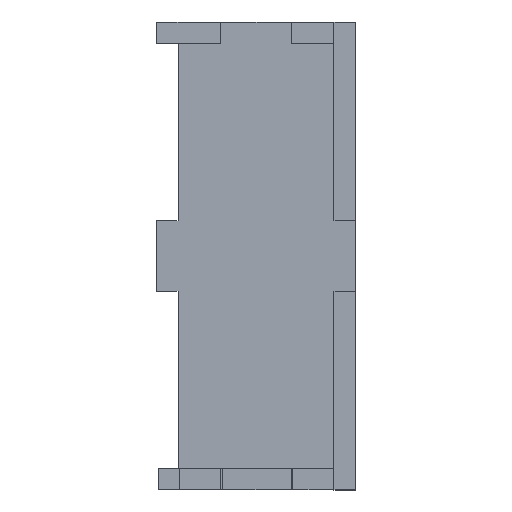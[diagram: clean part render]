
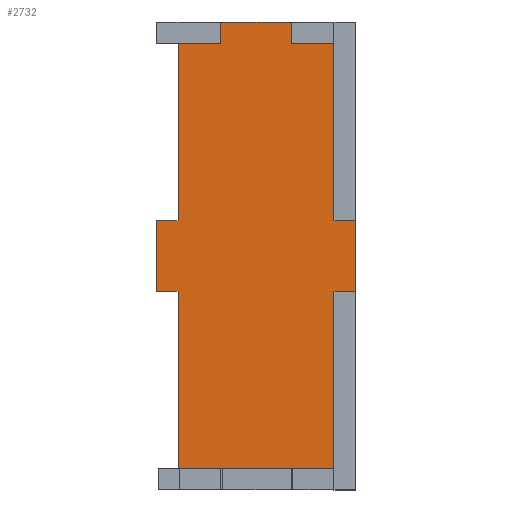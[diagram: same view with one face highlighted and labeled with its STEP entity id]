
A CAD part, left-side view. The second image highlights one B-rep face of the part: STEP entity #2732.
In plain terms, the highlighted planar face has unit normal (-1, 0, 0).
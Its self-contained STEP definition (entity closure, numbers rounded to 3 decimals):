
#165=FACE_OUTER_BOUND('',#311,.T.);
#311=EDGE_LOOP('',(#2152,#2153,#2154,#2155,#2156,#2157,#2158,#2159,#2160,
#2161,#2162,#2163,#2164,#2165,#2166,#2167));
#524=LINE('',#4004,#892);
#528=LINE('',#4012,#896);
#531=LINE('',#4018,#899);
#534=LINE('',#4024,#902);
#537=LINE('',#4030,#905);
#540=LINE('',#4036,#908);
#543=LINE('',#4042,#911);
#546=LINE('',#4048,#914);
#549=LINE('',#4054,#917);
#552=LINE('',#4060,#920);
#555=LINE('',#4066,#923);
#558=LINE('',#4072,#926);
#561=LINE('',#4078,#929);
#564=LINE('',#4084,#932);
#567=LINE('',#4090,#935);
#570=LINE('',#4095,#938);
#892=VECTOR('',#3261,3.);
#896=VECTOR('',#3267,10.);
#899=VECTOR('',#3272,3.);
#902=VECTOR('',#3277,25.);
#905=VECTOR('',#3282,22.);
#908=VECTOR('',#3287,25.);
#911=VECTOR('',#3292,3.);
#914=VECTOR('',#3297,10.);
#917=VECTOR('',#3302,3.);
#920=VECTOR('',#3307,25.);
#923=VECTOR('',#3312,6.);
#926=VECTOR('',#3317,3.);
#929=VECTOR('',#3322,10.);
#932=VECTOR('',#3327,3.);
#935=VECTOR('',#3332,6.);
#938=VECTOR('',#3337,25.);
#1218=VERTEX_POINT('',#4002);
#1219=VERTEX_POINT('',#4003);
#1222=VERTEX_POINT('',#4011);
#1224=VERTEX_POINT('',#4017);
#1226=VERTEX_POINT('',#4023);
#1228=VERTEX_POINT('',#4029);
#1230=VERTEX_POINT('',#4035);
#1232=VERTEX_POINT('',#4041);
#1234=VERTEX_POINT('',#4047);
#1236=VERTEX_POINT('',#4053);
#1238=VERTEX_POINT('',#4059);
#1240=VERTEX_POINT('',#4065);
#1242=VERTEX_POINT('',#4071);
#1244=VERTEX_POINT('',#4077);
#1246=VERTEX_POINT('',#4083);
#1248=VERTEX_POINT('',#4089);
#1528=EDGE_CURVE('',#1218,#1219,#524,.T.);
#1532=EDGE_CURVE('',#1219,#1222,#528,.T.);
#1535=EDGE_CURVE('',#1222,#1224,#531,.T.);
#1538=EDGE_CURVE('',#1224,#1226,#534,.T.);
#1541=EDGE_CURVE('',#1226,#1228,#537,.T.);
#1544=EDGE_CURVE('',#1228,#1230,#540,.T.);
#1547=EDGE_CURVE('',#1230,#1232,#543,.T.);
#1550=EDGE_CURVE('',#1232,#1234,#546,.T.);
#1553=EDGE_CURVE('',#1234,#1236,#549,.T.);
#1556=EDGE_CURVE('',#1236,#1238,#552,.T.);
#1559=EDGE_CURVE('',#1238,#1240,#555,.T.);
#1562=EDGE_CURVE('',#1240,#1242,#558,.T.);
#1565=EDGE_CURVE('',#1242,#1244,#561,.T.);
#1568=EDGE_CURVE('',#1244,#1246,#564,.T.);
#1571=EDGE_CURVE('',#1246,#1248,#567,.T.);
#1574=EDGE_CURVE('',#1248,#1218,#570,.T.);
#2152=ORIENTED_EDGE('',*,*,#1574,.T.);
#2153=ORIENTED_EDGE('',*,*,#1528,.T.);
#2154=ORIENTED_EDGE('',*,*,#1532,.T.);
#2155=ORIENTED_EDGE('',*,*,#1535,.T.);
#2156=ORIENTED_EDGE('',*,*,#1538,.T.);
#2157=ORIENTED_EDGE('',*,*,#1541,.T.);
#2158=ORIENTED_EDGE('',*,*,#1544,.T.);
#2159=ORIENTED_EDGE('',*,*,#1547,.T.);
#2160=ORIENTED_EDGE('',*,*,#1550,.T.);
#2161=ORIENTED_EDGE('',*,*,#1553,.T.);
#2162=ORIENTED_EDGE('',*,*,#1556,.T.);
#2163=ORIENTED_EDGE('',*,*,#1559,.T.);
#2164=ORIENTED_EDGE('',*,*,#1562,.T.);
#2165=ORIENTED_EDGE('',*,*,#1565,.T.);
#2166=ORIENTED_EDGE('',*,*,#1568,.T.);
#2167=ORIENTED_EDGE('',*,*,#1571,.T.);
#2597=PLANE('',#2889);
#2732=ADVANCED_FACE('',(#165),#2597,.F.);
#2889=AXIS2_PLACEMENT_3D('',#4098,#3341,#3342);
#3261=DIRECTION('',(0.,0.,-1.));
#3267=DIRECTION('',(0.,-1.,0.));
#3272=DIRECTION('',(0.,0.,1.));
#3277=DIRECTION('',(0.,-1.,0.));
#3282=DIRECTION('',(0.,0.,1.));
#3287=DIRECTION('',(0.,1.,0.));
#3292=DIRECTION('',(0.,0.,1.));
#3297=DIRECTION('',(0.,1.,0.));
#3302=DIRECTION('',(0.,0.,-1.));
#3307=DIRECTION('',(0.,1.,0.));
#3312=DIRECTION('',(0.,0.,-1.));
#3317=DIRECTION('',(0.,1.,0.));
#3322=DIRECTION('',(0.,0.,-1.));
#3327=DIRECTION('',(0.,-1.,0.));
#3332=DIRECTION('',(0.,0.,-1.));
#3337=DIRECTION('',(0.,-1.,0.));
#3341=DIRECTION('center_axis',(1.,0.,0.));
#3342=DIRECTION('ref_axis',(0.,0.,-1.));
#4002=CARTESIAN_POINT('',(0.,38.,0.));
#4003=CARTESIAN_POINT('',(0.,38.,-3.));
#4004=CARTESIAN_POINT('',(0.,38.,0.));
#4011=CARTESIAN_POINT('',(0.,28.,-3.));
#4012=CARTESIAN_POINT('',(0.,38.,-3.));
#4017=CARTESIAN_POINT('',(0.,28.,0.));
#4018=CARTESIAN_POINT('',(0.,28.,-3.));
#4023=CARTESIAN_POINT('',(0.,3.,0.));
#4024=CARTESIAN_POINT('',(0.,28.,0.));
#4029=CARTESIAN_POINT('',(0.,3.,22.));
#4030=CARTESIAN_POINT('',(0.,3.,0.));
#4035=CARTESIAN_POINT('',(0.,28.,22.));
#4036=CARTESIAN_POINT('',(0.,3.,22.));
#4041=CARTESIAN_POINT('',(0.,28.,25.));
#4042=CARTESIAN_POINT('',(0.,28.,22.));
#4047=CARTESIAN_POINT('',(0.,38.,25.));
#4048=CARTESIAN_POINT('',(0.,28.,25.));
#4053=CARTESIAN_POINT('',(0.,38.,22.));
#4054=CARTESIAN_POINT('',(0.,38.,25.));
#4059=CARTESIAN_POINT('',(0.,63.,22.));
#4060=CARTESIAN_POINT('',(0.,38.,22.));
#4065=CARTESIAN_POINT('',(0.,63.,16.));
#4066=CARTESIAN_POINT('',(0.,63.,22.));
#4071=CARTESIAN_POINT('',(0.,66.,16.));
#4072=CARTESIAN_POINT('',(0.,63.,16.));
#4077=CARTESIAN_POINT('',(0.,66.,6.));
#4078=CARTESIAN_POINT('',(0.,66.,16.));
#4083=CARTESIAN_POINT('',(0.,63.,6.));
#4084=CARTESIAN_POINT('',(0.,66.,6.));
#4089=CARTESIAN_POINT('',(0.,63.,0.));
#4090=CARTESIAN_POINT('',(0.,63.,6.));
#4095=CARTESIAN_POINT('',(0.,63.,0.));
#4098=CARTESIAN_POINT('Origin',(0.,34.203,11.));
